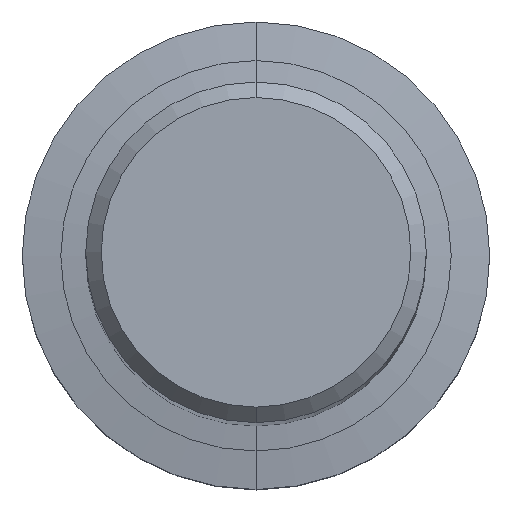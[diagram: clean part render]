
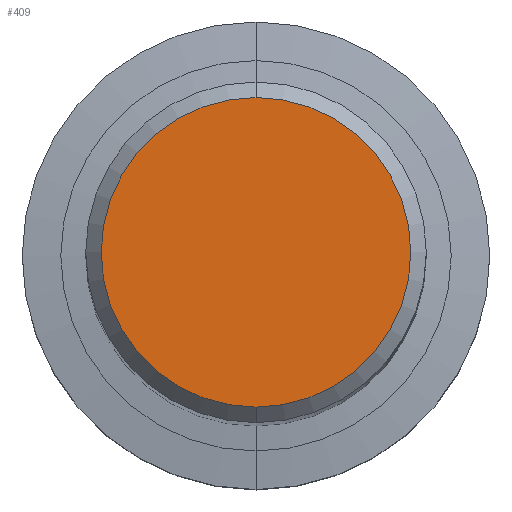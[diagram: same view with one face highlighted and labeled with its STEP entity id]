
A CAD part, top view. The second image highlights one B-rep face of the part: STEP entity #409.
In plain terms, the highlighted planar face has unit normal (0, 0, 1).
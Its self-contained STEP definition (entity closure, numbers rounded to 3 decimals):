
#253=VERTEX_POINT('',#613);
#409=ADVANCED_FACE('',(#787),#788,.T.);
#471=EDGE_CURVE('',#517,#253,#855,.T.);
#473=EDGE_CURVE('',#253,#517,#857,.T.);
#517=VERTEX_POINT('',#907);
#613=CARTESIAN_POINT('',(0.,-10.0,0.0));
#787=FACE_OUTER_BOUND('',#1481,.T.);
#788=PLANE('',#1482);
#855=CIRCLE('',#1662,10.0);
#857=CIRCLE('',#1665,10.0);
#907=CARTESIAN_POINT('',(0.0,10.0,0.0));
#1481=EDGE_LOOP('',(#2064,#2065));
#1482=AXIS2_PLACEMENT_3D('',#2066,#2067,#2068);
#1662=AXIS2_PLACEMENT_3D('',#2140,#2141,#2142);
#1665=AXIS2_PLACEMENT_3D('',#2143,#2144,#2145);
#2064=ORIENTED_EDGE('',*,*,#471,.F.);
#2065=ORIENTED_EDGE('',*,*,#473,.F.);
#2066=CARTESIAN_POINT('',(0.0,5.0,0.0));
#2067=DIRECTION('',(-0.0,0.0,1.0));
#2068=DIRECTION('',(0.0,-1.0,0.0));
#2140=CARTESIAN_POINT('',(0.0,0.0,0.0));
#2141=DIRECTION('',(0.0,0.0,-1.0));
#2142=DIRECTION('',(0.0,1.0,0.0));
#2143=CARTESIAN_POINT('',(0.0,0.0,0.0));
#2144=DIRECTION('',(0.0,0.0,-1.0));
#2145=DIRECTION('',(0.0,1.0,0.0));
